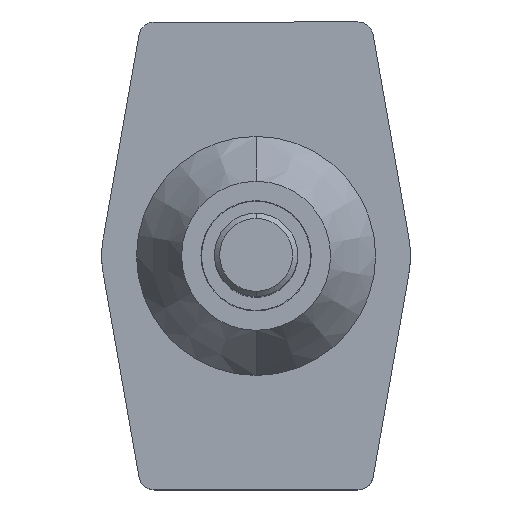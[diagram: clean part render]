
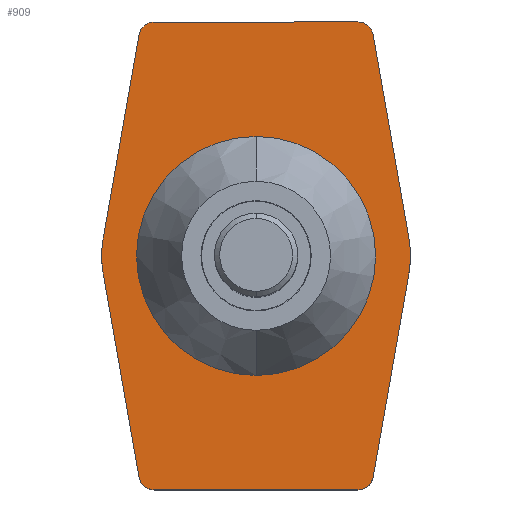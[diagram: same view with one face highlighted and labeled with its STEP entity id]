
A CAD part, top view. The second image highlights one B-rep face of the part: STEP entity #909.
In plain terms, the highlighted planar face has unit normal (0, 0, 1).
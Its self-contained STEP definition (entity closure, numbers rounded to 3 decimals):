
#22 = LINE ( 'NONE', #239, #711 ) ;
#27 = EDGE_CURVE ( 'NONE', #1421, #1273, #399, .T. ) ;
#81 = LINE ( 'NONE', #113, #1468 ) ;
#82 = AXIS2_PLACEMENT_3D ( 'NONE', #1612, #2629, #1994 ) ;
#113 = CARTESIAN_POINT ( 'NONE',  ( 19.548, 45., 15. ) ) ;
#119 = CARTESIAN_POINT ( 'NONE',  ( 29.388, 3.473, 15. ) ) ;
#120 = EDGE_CURVE ( 'NONE', #1584, #556, #2242, .T. ) ;
#133 = CIRCLE ( 'NONE', #760, 3. ) ;
#153 = VERTEX_POINT ( 'NONE', #1113 ) ;
#161 = ORIENTED_EDGE ( 'NONE', *, *, #2025, .T. ) ;
#173 = VECTOR ( 'NONE', #1931, 1000. ) ;
#179 = AXIS2_PLACEMENT_3D ( 'NONE', #2221, #2207, #2187 ) ;
#192 = PLANE ( 'NONE',  #936 ) ;
#201 = DIRECTION ( 'NONE',  ( 0., 0., 1. ) ) ;
#239 = CARTESIAN_POINT ( 'NONE',  ( 22.502, -42.521, 15. ) ) ;
#254 = DIRECTION ( 'NONE',  ( 0., 0., 1. ) ) ;
#260 = CARTESIAN_POINT ( 'NONE',  ( -19.548, -42., 15. ) ) ;
#278 = VERTEX_POINT ( 'NONE', #1998 ) ;
#335 = ORIENTED_EDGE ( 'NONE', *, *, #1795, .T. ) ;
#342 = LINE ( 'NONE', #1996, #2030 ) ;
#378 = ORIENTED_EDGE ( 'NONE', *, *, #1199, .F. ) ;
#399 = CIRCLE ( 'NONE', #2327, 3. ) ;
#404 = VERTEX_POINT ( 'NONE', #119 ) ;
#474 = EDGE_CURVE ( 'NONE', #583, #1584, #342, .T. ) ;
#496 = CIRCLE ( 'NONE', #82, 20. ) ;
#542 = AXIS2_PLACEMENT_3D ( 'NONE', #1580, #1157, #935 ) ;
#551 = CARTESIAN_POINT ( 'NONE',  ( 0., -23., 15. ) ) ;
#552 = DIRECTION ( 'NONE',  ( 0.174, -0.985, 0. ) ) ;
#556 = VERTEX_POINT ( 'NONE', #1984 ) ;
#570 = VERTEX_POINT ( 'NONE', #707 ) ;
#583 = VERTEX_POINT ( 'NONE', #1794 ) ;
#589 = CARTESIAN_POINT ( 'NONE',  ( -19.548, -42., 15. ) ) ;
#609 = ORIENTED_EDGE ( 'NONE', *, *, #636, .T. ) ;
#613 = ORIENTED_EDGE ( 'NONE', *, *, #1182, .T. ) ;
#636 = EDGE_CURVE ( 'NONE', #556, #153, #1780, .T. ) ;
#658 = VERTEX_POINT ( 'NONE', #2548 ) ;
#695 = CARTESIAN_POINT ( 'NONE',  ( -19.548, 45., 15. ) ) ;
#707 = CARTESIAN_POINT ( 'NONE',  ( -29.388, 3.473, 15. ) ) ;
#711 = VECTOR ( 'NONE', #939, 1000. ) ;
#713 = CARTESIAN_POINT ( 'NONE',  ( 30., 0., 15. ) ) ;
#760 = AXIS2_PLACEMENT_3D ( 'NONE', #917, #254, #1102 ) ;
#772 = VERTEX_POINT ( 'NONE', #817 ) ;
#779 = DIRECTION ( 'NONE',  ( 0., 0., 1. ) ) ;
#807 = EDGE_LOOP ( 'NONE', ( #1595, #378 ) ) ;
#811 = DIRECTION ( 'NONE',  ( 0., 0., 1. ) ) ;
#817 = CARTESIAN_POINT ( 'NONE',  ( 22.502, 42.521, 15. ) ) ;
#896 = CIRCLE ( 'NONE', #988, 23. ) ;
#909 = ADVANCED_FACE ( 'NONE', ( #2733, #1887 ), #192, .F. ) ;
#917 = CARTESIAN_POINT ( 'NONE',  ( 19.548, 42., 15. ) ) ;
#935 = DIRECTION ( 'NONE',  ( -1., 0., 0. ) ) ;
#936 = AXIS2_PLACEMENT_3D ( 'NONE', #589, #1019, #1452 ) ;
#939 = DIRECTION ( 'NONE',  ( 0.174, 0.985, 0. ) ) ;
#988 = AXIS2_PLACEMENT_3D ( 'NONE', #1811, #779, #1187 ) ;
#994 = EDGE_CURVE ( 'NONE', #153, #2339, #1853, .T. ) ;
#995 = ORIENTED_EDGE ( 'NONE', *, *, #120, .T. ) ;
#1016 = ORIENTED_EDGE ( 'NONE', *, *, #474, .T. ) ;
#1019 = DIRECTION ( 'NONE',  ( 0., 0., -1. ) ) ;
#1056 = CARTESIAN_POINT ( 'NONE',  ( 19.548, -42., 15. ) ) ;
#1075 = CIRCLE ( 'NONE', #2608, 20. ) ;
#1078 = LINE ( 'NONE', #1331, #2654 ) ;
#1102 = DIRECTION ( 'NONE',  ( 1., 0., 0. ) ) ;
#1113 = CARTESIAN_POINT ( 'NONE',  ( 19.548, -45., 15. ) ) ;
#1157 = DIRECTION ( 'NONE',  ( 0., 0., 1. ) ) ;
#1160 = DIRECTION ( 'NONE',  ( -1., 0., 0. ) ) ;
#1182 = EDGE_CURVE ( 'NONE', #772, #658, #133, .T. ) ;
#1187 = DIRECTION ( 'NONE',  ( -1., 0., 0. ) ) ;
#1199 = EDGE_CURVE ( 'NONE', #2021, #278, #896, .T. ) ;
#1273 = VERTEX_POINT ( 'NONE', #1397 ) ;
#1324 = EDGE_CURVE ( 'NONE', #570, #1990, #1418, .T. ) ;
#1331 = CARTESIAN_POINT ( 'NONE',  ( -22.502, 42.521, 15. ) ) ;
#1393 = ORIENTED_EDGE ( 'NONE', *, *, #1457, .T. ) ;
#1397 = CARTESIAN_POINT ( 'NONE',  ( -22.502, 42.521, 15. ) ) ;
#1418 = CIRCLE ( 'NONE', #179, 20. ) ;
#1421 = VERTEX_POINT ( 'NONE', #695 ) ;
#1452 = DIRECTION ( 'NONE',  ( -1., 0., 0. ) ) ;
#1457 = EDGE_CURVE ( 'NONE', #1273, #570, #1078, .T. ) ;
#1468 = VECTOR ( 'NONE', #1160, 1000. ) ;
#1478 = ORIENTED_EDGE ( 'NONE', *, *, #994, .T. ) ;
#1580 = CARTESIAN_POINT ( 'NONE',  ( 0., 0., 15. ) ) ;
#1584 = VERTEX_POINT ( 'NONE', #1797 ) ;
#1595 = ORIENTED_EDGE ( 'NONE', *, *, #2355, .F. ) ;
#1612 = CARTESIAN_POINT ( 'NONE',  ( -9.691, 0., 15. ) ) ;
#1650 = DIRECTION ( 'NONE',  ( -1., 0., 0. ) ) ;
#1689 = ORIENTED_EDGE ( 'NONE', *, *, #2296, .T. ) ;
#1780 = LINE ( 'NONE', #2385, #2199 ) ;
#1794 = CARTESIAN_POINT ( 'NONE',  ( -29.388, -3.473, 15. ) ) ;
#1795 = EDGE_CURVE ( 'NONE', #2442, #404, #1075, .T. ) ;
#1797 = CARTESIAN_POINT ( 'NONE',  ( -22.502, -42.521, 15. ) ) ;
#1811 = CARTESIAN_POINT ( 'NONE',  ( 0., 0., 15. ) ) ;
#1820 = ORIENTED_EDGE ( 'NONE', *, *, #1324, .T. ) ;
#1821 = CARTESIAN_POINT ( 'NONE',  ( -29.691, 0., 15. ) ) ;
#1853 = CIRCLE ( 'NONE', #2512, 3. ) ;
#1862 = CARTESIAN_POINT ( 'NONE',  ( -19.548, 42., 15. ) ) ;
#1887 = FACE_BOUND ( 'NONE', #807, .T. ) ;
#1904 = EDGE_CURVE ( 'NONE', #2339, #2442, #22, .T. ) ;
#1927 = DIRECTION ( 'NONE',  ( -1., 0., 0. ) ) ;
#1931 = DIRECTION ( 'NONE',  ( -0.174, 0.985, 0. ) ) ;
#1947 = DIRECTION ( 'NONE',  ( -0.174, -0.985, 0. ) ) ;
#1953 = DIRECTION ( 'NONE',  ( 0., 0., 1. ) ) ;
#1955 = EDGE_CURVE ( 'NONE', #1990, #583, #496, .T. ) ;
#1976 = ORIENTED_EDGE ( 'NONE', *, *, #1955, .T. ) ;
#1984 = CARTESIAN_POINT ( 'NONE',  ( -19.548, -45., 15. ) ) ;
#1990 = VERTEX_POINT ( 'NONE', #1821 ) ;
#1994 = DIRECTION ( 'NONE',  ( -1., 0., 0. ) ) ;
#1996 = CARTESIAN_POINT ( 'NONE',  ( -30., 0., 15. ) ) ;
#1998 = CARTESIAN_POINT ( 'NONE',  ( 0., 23., 15. ) ) ;
#2021 = VERTEX_POINT ( 'NONE', #551 ) ;
#2025 = EDGE_CURVE ( 'NONE', #658, #1421, #81, .T. ) ;
#2030 = VECTOR ( 'NONE', #552, 1000. ) ;
#2140 = DIRECTION ( 'NONE',  ( 0., 0., 1. ) ) ;
#2148 = DIRECTION ( 'NONE',  ( -1., 0., 0. ) ) ;
#2175 = DIRECTION ( 'NONE',  ( 1., 0., 0. ) ) ;
#2187 = DIRECTION ( 'NONE',  ( -1., 0., 0. ) ) ;
#2199 = VECTOR ( 'NONE', #2175, 1000. ) ;
#2200 = CIRCLE ( 'NONE', #542, 23. ) ;
#2207 = DIRECTION ( 'NONE',  ( 0., 0., 1. ) ) ;
#2221 = CARTESIAN_POINT ( 'NONE',  ( -9.691, 0., 15. ) ) ;
#2242 = CIRCLE ( 'NONE', #2643, 3. ) ;
#2296 = EDGE_CURVE ( 'NONE', #404, #772, #2368, .T. ) ;
#2301 = ORIENTED_EDGE ( 'NONE', *, *, #1904, .T. ) ;
#2327 = AXIS2_PLACEMENT_3D ( 'NONE', #1862, #201, #2704 ) ;
#2339 = VERTEX_POINT ( 'NONE', #2614 ) ;
#2355 = EDGE_CURVE ( 'NONE', #278, #2021, #2200, .T. ) ;
#2367 = ORIENTED_EDGE ( 'NONE', *, *, #27, .T. ) ;
#2368 = LINE ( 'NONE', #713, #173 ) ;
#2376 = EDGE_LOOP ( 'NONE', ( #1393, #1820, #1976, #1016, #995, #609, #1478, #2301, #335, #1689, #613, #161, #2367 ) ) ;
#2385 = CARTESIAN_POINT ( 'NONE',  ( -19.548, -45., 15. ) ) ;
#2442 = VERTEX_POINT ( 'NONE', #2490 ) ;
#2490 = CARTESIAN_POINT ( 'NONE',  ( 29.388, -3.473, 15. ) ) ;
#2512 = AXIS2_PLACEMENT_3D ( 'NONE', #1056, #2140, #1927 ) ;
#2548 = CARTESIAN_POINT ( 'NONE',  ( 19.548, 45., 15. ) ) ;
#2608 = AXIS2_PLACEMENT_3D ( 'NONE', #2694, #811, #1650 ) ;
#2614 = CARTESIAN_POINT ( 'NONE',  ( 22.502, -42.521, 15. ) ) ;
#2629 = DIRECTION ( 'NONE',  ( 0., 0., 1. ) ) ;
#2643 = AXIS2_PLACEMENT_3D ( 'NONE', #260, #1953, #2148 ) ;
#2654 = VECTOR ( 'NONE', #1947, 1000. ) ;
#2694 = CARTESIAN_POINT ( 'NONE',  ( 9.691, 0., 15. ) ) ;
#2704 = DIRECTION ( 'NONE',  ( 1., 0., 0. ) ) ;
#2733 = FACE_OUTER_BOUND ( 'NONE', #2376, .T. ) ;
